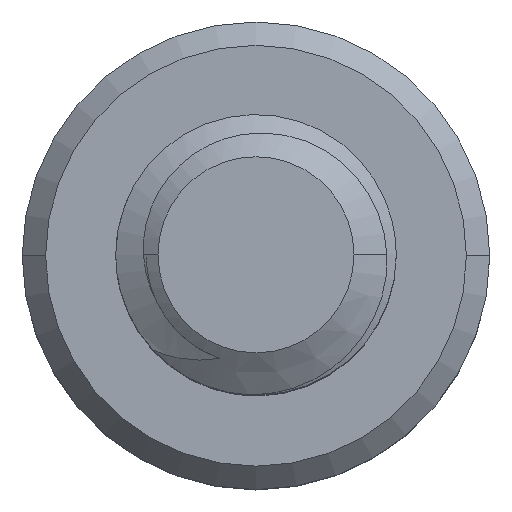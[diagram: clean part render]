
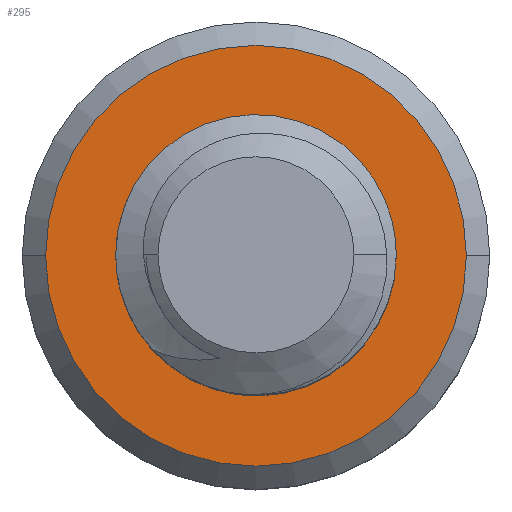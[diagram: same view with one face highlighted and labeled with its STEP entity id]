
A CAD part, top view. The second image highlights one B-rep face of the part: STEP entity #295.
In plain terms, the highlighted planar face has unit normal (0, 0, 1).
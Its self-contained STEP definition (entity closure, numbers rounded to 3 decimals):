
#69 = AXIS2_PLACEMENT_3D ( 'NONE', #3712, #1939, #222 ) ;
#123 = CARTESIAN_POINT ( 'NONE',  ( 2.322, 1.44, -12. ) ) ;
#135 = CARTESIAN_POINT ( 'NONE',  ( 2.035, -1.317, -12. ) ) ;
#148 = CARTESIAN_POINT ( 'NONE',  ( -1.751, -1.873, -12. ) ) ;
#169 = CARTESIAN_POINT ( 'NONE',  ( -2.724, 0.975, -12. ) ) ;
#222 = DIRECTION ( 'NONE',  ( -1., 0., 0. ) ) ;
#225 = CARTESIAN_POINT ( 'NONE',  ( 0., -2.35, -12. ) ) ;
#295 = ADVANCED_FACE ( 'NONE', ( #2641, #2375 ), #3018, .F. ) ;
#348 = VERTEX_POINT ( 'NONE', #2738 ) ;
#394 = ORIENTED_EDGE ( 'NONE', *, *, #1784, .T. ) ;
#406 = CARTESIAN_POINT ( 'NONE',  ( 0.524, 2.919, -12. ) ) ;
#421 = CARTESIAN_POINT ( 'NONE',  ( 2.5, 0.945, -12. ) ) ;
#433 = CARTESIAN_POINT ( 'NONE',  ( 1.647, -1.677, -12. ) ) ;
#442 = CARTESIAN_POINT ( 'NONE',  ( 1.647, -1.677, -12. ) ) ;
#458 = CARTESIAN_POINT ( 'NONE',  ( -2.048, -1.611, -12. ) ) ;
#475 = CARTESIAN_POINT ( 'NONE',  ( -2.419, 1.711, -12. ) ) ;
#489 = DIRECTION ( 'NONE',  ( 0., 0., 1. ) ) ;
#510 = EDGE_LOOP ( 'NONE', ( #1286, #3590, #394, #762 ) ) ;
#576 = EDGE_CURVE ( 'NONE', #1427, #1443, #854, .T. ) ;
#587 = EDGE_CURVE ( 'NONE', #1082, #348, #3698, .T. ) ;
#678 = DIRECTION ( 'NONE',  ( 0., 0., 1. ) ) ;
#698 = CARTESIAN_POINT ( 'NONE',  ( 0.266, 2.978, -12. ) ) ;
#715 = CARTESIAN_POINT ( 'NONE',  ( 2.572, 0.552, -12. ) ) ;
#743 = CARTESIAN_POINT ( 'NONE',  ( -2.302, -1.302, -12. ) ) ;
#760 = CARTESIAN_POINT ( 'NONE',  ( -2.102, 2.141, -12. ) ) ;
#762 = ORIENTED_EDGE ( 'NONE', *, *, #576, .T. ) ;
#776 = EDGE_CURVE ( 'NONE', #2920, #2989, #1904, .T. ) ;
#854 = B_SPLINE_CURVE_WITH_KNOTS ( 'NONE', 3,
 ( #1624, #3369, #3317, #1574, #3641, #1871, #148, #2161, #458, #2460, #743, #2744, #1031, #3038, #1313, #3336, #1593, #3658, #1887, #169, #2177, #475, #2474, #760 ),
 .UNSPECIFIED., .F., .F.,
 ( 4, 2, 2, 2, 2, 2, 2, 2, 2, 2, 2, 4 ),
 ( 0., 0.001, 0.002, 0.002, 0.002, 0.003, 0.003, 0.004, 0.004, 0.005, 0.006, 0.006 ),
 .UNSPECIFIED. ) ;
#879 = CIRCLE ( 'NONE', #1860, 2.35 ) ;
#981 = CARTESIAN_POINT ( 'NONE',  ( 1.023, 2.73, -12. ) ) ;
#995 = CARTESIAN_POINT ( 'NONE',  ( 2.583, 0.156, -12. ) ) ;
#1031 = CARTESIAN_POINT ( 'NONE',  ( -2.505, -0.962, -12. ) ) ;
#1076 = CIRCLE ( 'NONE', #2626, 3. ) ;
#1082 = VERTEX_POINT ( 'NONE', #1859 ) ;
#1144 = ORIENTED_EDGE ( 'NONE', *, *, #587, .T. ) ;
#1166 = CARTESIAN_POINT ( 'NONE',  ( 0., 0., -12. ) ) ;
#1263 = CARTESIAN_POINT ( 'NONE',  ( 1.574, 2.365, -12. ) ) ;
#1276 = CARTESIAN_POINT ( 'NONE',  ( 0., 0., -12. ) ) ;
#1280 = CARTESIAN_POINT ( 'NONE',  ( 2.532, -0.24, -12. ) ) ;
#1286 = ORIENTED_EDGE ( 'NONE', *, *, #1959, .F. ) ;
#1294 = DIRECTION ( 'NONE',  ( 0., 0., -1. ) ) ;
#1313 = CARTESIAN_POINT ( 'NONE',  ( -2.659, -0.593, -12. ) ) ;
#1427 = VERTEX_POINT ( 'NONE', #225 ) ;
#1443 = VERTEX_POINT ( 'NONE', #2524 ) ;
#1448 = DIRECTION ( 'NONE',  ( 1., 0., 0. ) ) ;
#1491 = CARTESIAN_POINT ( 'NONE',  ( 0., 3., -12. ) ) ;
#1512 = AXIS2_PLACEMENT_3D ( 'NONE', #1276, #1294, #3315 ) ;
#1548 = CARTESIAN_POINT ( 'NONE',  ( 1.863, 2.09, -12. ) ) ;
#1558 = CARTESIAN_POINT ( 'NONE',  ( 2.42, -0.621, -12. ) ) ;
#1574 = CARTESIAN_POINT ( 'NONE',  ( -1.051, -2.251, -12. ) ) ;
#1593 = CARTESIAN_POINT ( 'NONE',  ( -2.757, -0.209, -12. ) ) ;
#1624 = CARTESIAN_POINT ( 'NONE',  ( 0., -2.35, -12. ) ) ;
#1784 = EDGE_CURVE ( 'NONE', #2989, #1427, #879, .T. ) ;
#1839 = CARTESIAN_POINT ( 'NONE',  ( 2.189, 1.676, -12. ) ) ;
#1845 = EDGE_LOOP ( 'NONE', ( #2547, #1144 ) ) ;
#1856 = CARTESIAN_POINT ( 'NONE',  ( 2.251, -0.981, -12. ) ) ;
#1859 = CARTESIAN_POINT ( 'NONE',  ( 4.5, 0., -12. ) ) ;
#1860 = AXIS2_PLACEMENT_3D ( 'NONE', #1166, #3189, #1448 ) ;
#1871 = CARTESIAN_POINT ( 'NONE',  ( -1.642, -1.95, -12. ) ) ;
#1887 = CARTESIAN_POINT ( 'NONE',  ( -2.806, 0.454, -12. ) ) ;
#1904 = B_SPLINE_CURVE_WITH_KNOTS ( 'NONE', 3,
 ( #2692, #698, #406, #981, #2990, #1263, #3287, #1548, #3603, #1839, #123, #2131, #421, #2427, #715, #2712, #995, #3006, #1280, #3300, #1558, #3625, #1856, #135, #2146, #442 ),
 .UNSPECIFIED., .F., .F.,
 ( 4, 2, 2, 2, 2, 2, 2, 2, 2, 2, 2, 2, 4 ),
 ( 0., 0.001, 0.002, 0.002, 0.002, 0.003, 0.004, 0.004, 0.004, 0.005, 0.005, 0.006, 0.006 ),
 .UNSPECIFIED. ) ;
#1939 = DIRECTION ( 'NONE',  ( 0., 0., 1. ) ) ;
#1959 = EDGE_CURVE ( 'NONE', #2920, #1443, #1076, .T. ) ;
#2104 = CIRCLE ( 'NONE', #69, 4.5 ) ;
#2131 = CARTESIAN_POINT ( 'NONE',  ( 2.463, 1.071, -12. ) ) ;
#2146 = CARTESIAN_POINT ( 'NONE',  ( 1.859, -1.513, -12. ) ) ;
#2161 = CARTESIAN_POINT ( 'NONE',  ( -1.954, -1.703, -12. ) ) ;
#2177 = CARTESIAN_POINT ( 'NONE',  ( -2.644, 1.234, -12. ) ) ;
#2197 = CARTESIAN_POINT ( 'NONE',  ( 0., 0., -12. ) ) ;
#2375 = FACE_BOUND ( 'NONE', #510, .T. ) ;
#2391 = CARTESIAN_POINT ( 'NONE',  ( 0., 0., -12. ) ) ;
#2427 = CARTESIAN_POINT ( 'NONE',  ( 2.555, 0.685, -12. ) ) ;
#2460 = CARTESIAN_POINT ( 'NONE',  ( -2.222, -1.411, -12. ) ) ;
#2474 = CARTESIAN_POINT ( 'NONE',  ( -2.274, 1.937, -12. ) ) ;
#2489 = DIRECTION ( 'NONE',  ( -1., 0., 0. ) ) ;
#2524 = CARTESIAN_POINT ( 'NONE',  ( -2.102, 2.141, -12. ) ) ;
#2547 = ORIENTED_EDGE ( 'NONE', *, *, #3398, .T. ) ;
#2626 = AXIS2_PLACEMENT_3D ( 'NONE', #2391, #678, #2675 ) ;
#2641 = FACE_OUTER_BOUND ( 'NONE', #1845, .T. ) ;
#2675 = DIRECTION ( 'NONE',  ( 1., 0., 0. ) ) ;
#2692 = CARTESIAN_POINT ( 'NONE',  ( 0., 3., -12. ) ) ;
#2712 = CARTESIAN_POINT ( 'NONE',  ( 2.586, 0.287, -12. ) ) ;
#2738 = CARTESIAN_POINT ( 'NONE',  ( -4.5, 0., -12. ) ) ;
#2744 = CARTESIAN_POINT ( 'NONE',  ( -2.443, -1.078, -12. ) ) ;
#2920 = VERTEX_POINT ( 'NONE', #1491 ) ;
#2989 = VERTEX_POINT ( 'NONE', #433 ) ;
#2990 = CARTESIAN_POINT ( 'NONE',  ( 1.255, 2.602, -12. ) ) ;
#3006 = CARTESIAN_POINT ( 'NONE',  ( 2.556, -0.107, -12. ) ) ;
#3018 = PLANE ( 'NONE',  #1512 ) ;
#3038 = CARTESIAN_POINT ( 'NONE',  ( -2.613, -0.719, -12. ) ) ;
#3189 = DIRECTION ( 'NONE',  ( 0., 0., -1. ) ) ;
#3209 = AXIS2_PLACEMENT_3D ( 'NONE', #2197, #489, #2489 ) ;
#3287 = CARTESIAN_POINT ( 'NONE',  ( 1.675, 2.277, -12. ) ) ;
#3300 = CARTESIAN_POINT ( 'NONE',  ( 2.464, -0.497, -12. ) ) ;
#3315 = DIRECTION ( 'NONE',  ( -1., 0., 0. ) ) ;
#3317 = CARTESIAN_POINT ( 'NONE',  ( -0.53, -2.364, -12. ) ) ;
#3336 = CARTESIAN_POINT ( 'NONE',  ( -2.73, -0.338, -12. ) ) ;
#3369 = CARTESIAN_POINT ( 'NONE',  ( -0.266, -2.379, -12. ) ) ;
#3398 = EDGE_CURVE ( 'NONE', #348, #1082, #2104, .T. ) ;
#3590 = ORIENTED_EDGE ( 'NONE', *, *, #776, .T. ) ;
#3603 = CARTESIAN_POINT ( 'NONE',  ( 1.95, 1.991, -12. ) ) ;
#3625 = CARTESIAN_POINT ( 'NONE',  ( 2.314, -0.863, -12. ) ) ;
#3641 = CARTESIAN_POINT ( 'NONE',  ( -1.298, -2.154, -12. ) ) ;
#3658 = CARTESIAN_POINT ( 'NONE',  ( -2.809, 0.184, -12. ) ) ;
#3698 = CIRCLE ( 'NONE', #3209, 4.5 ) ;
#3712 = CARTESIAN_POINT ( 'NONE',  ( 0., 0., -12. ) ) ;
